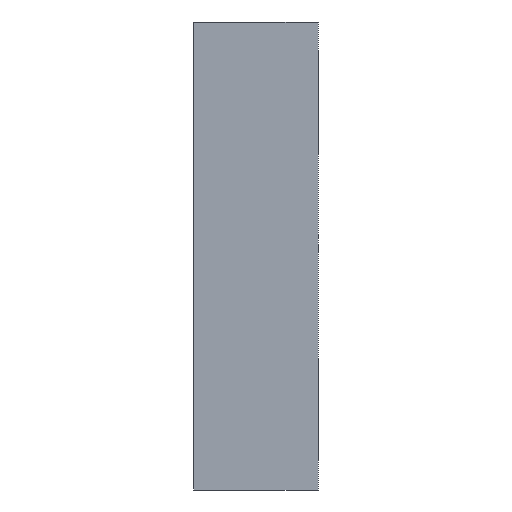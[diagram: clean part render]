
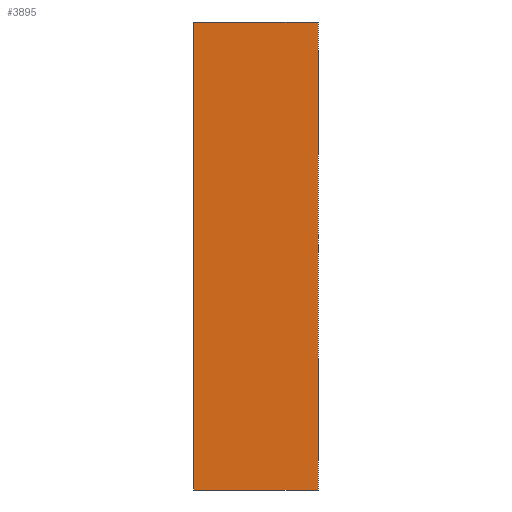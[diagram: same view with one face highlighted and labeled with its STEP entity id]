
A CAD part, left-side view. The second image highlights one B-rep face of the part: STEP entity #3895.
In plain terms, the highlighted planar face has unit normal (-1, 0, 0).
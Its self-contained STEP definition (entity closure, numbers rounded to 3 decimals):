
#13 = VECTOR ( 'NONE', #711, 1000. ) ;
#17 = VECTOR ( 'NONE', #717, 1000. ) ;
#426 = VECTOR ( 'NONE', #2062, 1000. ) ;
#430 = VECTOR ( 'NONE', #4048, 1000. ) ;
#709 = LINE ( 'NONE', #710, #13 ) ;
#710 = CARTESIAN_POINT ( 'NONE',  ( -2.5, -0.425, 1.6 ) ) ;
#711 = DIRECTION ( 'NONE',  ( 0., -1., 0. ) ) ;
#715 = LINE ( 'NONE', #716, #17 ) ;
#716 = CARTESIAN_POINT ( 'NONE',  ( -2.5, -0.425, 1.6 ) ) ;
#717 = DIRECTION ( 'NONE',  ( 0., 0., -1. ) ) ;
#1216 = FACE_OUTER_BOUND ( 'NONE', #1384, .T. ) ;
#1223 = AXIS2_PLACEMENT_3D ( 'NONE', #5045, #5046, #5047 ) ;
#1384 = EDGE_LOOP ( 'NONE', ( #2217, #2216, #2227, #2242 ) ) ;
#2060 = LINE ( 'NONE', #2061, #426 ) ;
#2061 = CARTESIAN_POINT ( 'NONE',  ( -2.5, 0.425, 1.6 ) ) ;
#2062 = DIRECTION ( 'NONE',  ( 0., 0., -1. ) ) ;
#2216 = ORIENTED_EDGE ( 'NONE', *, *, #3521, .F. ) ;
#2217 = ORIENTED_EDGE ( 'NONE', *, *, #3698, .T. ) ;
#2227 = ORIENTED_EDGE ( 'NONE', *, *, #3519, .F. ) ;
#2242 = ORIENTED_EDGE ( 'NONE', *, *, #3682, .T. ) ;
#3519 = EDGE_CURVE ( 'NONE', #4759, #3747, #709, .T. ) ;
#3521 = EDGE_CURVE ( 'NONE', #3747, #3770, #715, .T. ) ;
#3682 = EDGE_CURVE ( 'NONE', #4759, #4760, #2060, .T. ) ;
#3698 = EDGE_CURVE ( 'NONE', #4760, #3770, #4046, .T. ) ;
#3747 = VERTEX_POINT ( 'NONE', #4594 ) ;
#3770 = VERTEX_POINT ( 'NONE', #4667 ) ;
#3895 = ADVANCED_FACE ( 'NONE', ( #1216 ), #5035, .F. ) ;
#4046 = LINE ( 'NONE', #4047, #430 ) ;
#4047 = CARTESIAN_POINT ( 'NONE',  ( -2.5, -0.425, -1.6 ) ) ;
#4048 = DIRECTION ( 'NONE',  ( 0., -1., 0. ) ) ;
#4594 = CARTESIAN_POINT ( 'NONE',  ( -2.5, -0.425, 1.6 ) ) ;
#4667 = CARTESIAN_POINT ( 'NONE',  ( -2.5, -0.425, -1.6 ) ) ;
#4759 = VERTEX_POINT ( 'NONE', #5297 ) ;
#4760 = VERTEX_POINT ( 'NONE', #5298 ) ;
#5035 = PLANE ( 'NONE',  #1223 ) ;
#5045 = CARTESIAN_POINT ( 'NONE',  ( -2.5, -0.425, 1.6 ) ) ;
#5046 = DIRECTION ( 'NONE',  ( 1., 0., 0. ) ) ;
#5047 = DIRECTION ( 'NONE',  ( 0., 0., -1. ) ) ;
#5297 = CARTESIAN_POINT ( 'NONE',  ( -2.5, 0.425, 1.6 ) ) ;
#5298 = CARTESIAN_POINT ( 'NONE',  ( -2.5, 0.425, -1.6 ) ) ;
